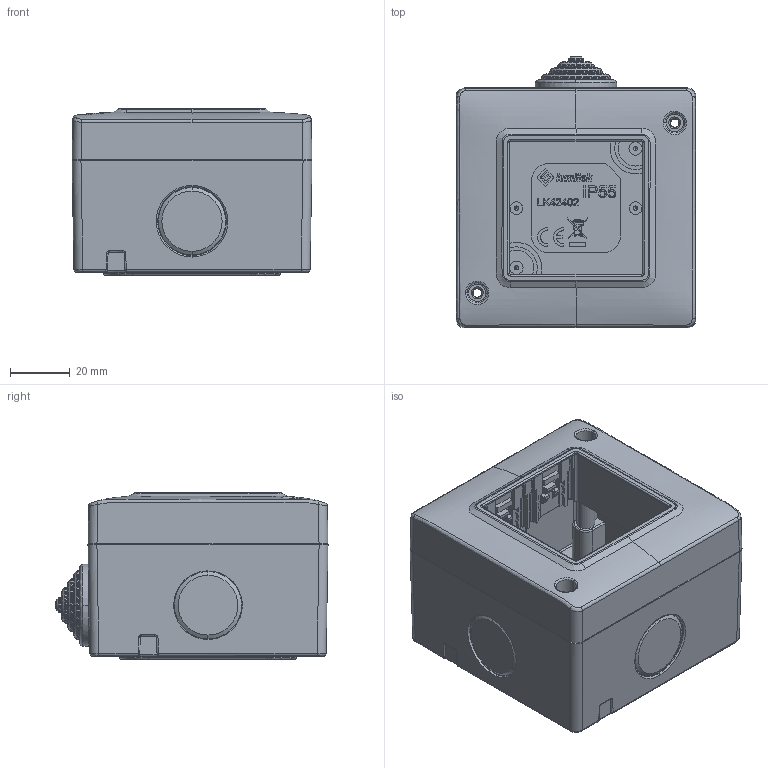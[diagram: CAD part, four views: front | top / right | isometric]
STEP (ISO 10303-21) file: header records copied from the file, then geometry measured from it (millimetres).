
FILE_DESCRIPTION (( 'STEP AP203' ), '1' );
FILE_NAME ('IP40-box.STEP', '2025-01-25T06:10:58', ( '' ), ( '' ), 'SwSTEP 2.0', 'SolidWorks 2016', '' );
FILE_SCHEMA (( 'CONFIG_CONTROL_DESIGN' ));
Products named in the file (4): IP40-box; LK42801002; LK42802001; LK34-HUXIAOTAO
Assembly tree (3 placements, depth 2):
  IP40-box
    LK42802001
    LK42801002
    LK34-HUXIAOTAO
Bounding box: 80.5 x 91.27 x 55.8 mm (x, y, z)
Volume: 56754.4 mm3; surface area: 75138.8 mm2
Topology: 3 solids, 5 shells, 1916 faces, 5250 edges, 3439 vertices
Faces by surface type: plane 1036, bspline 493, cylinder 321, cone 64, torus 2
Entity records: 91776 total; most frequent: CARTESIAN_POINT 46787, ORIENTED_EDGE 10484, DIRECTION 7371, EDGE_CURVE 5242, VERTEX_POINT 3439, VECTOR 3203, LINE 3203, AXIS2_PLACEMENT_3D 2084
